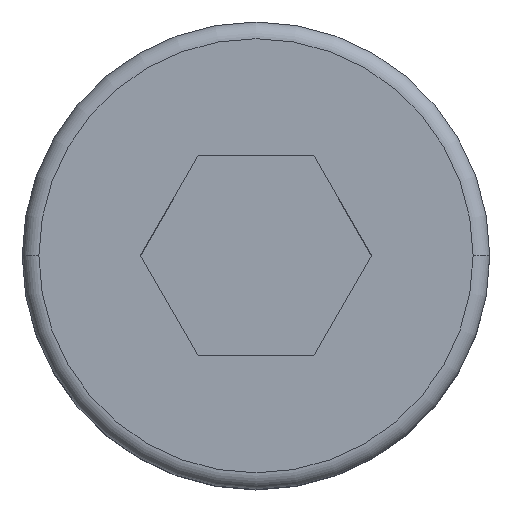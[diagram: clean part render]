
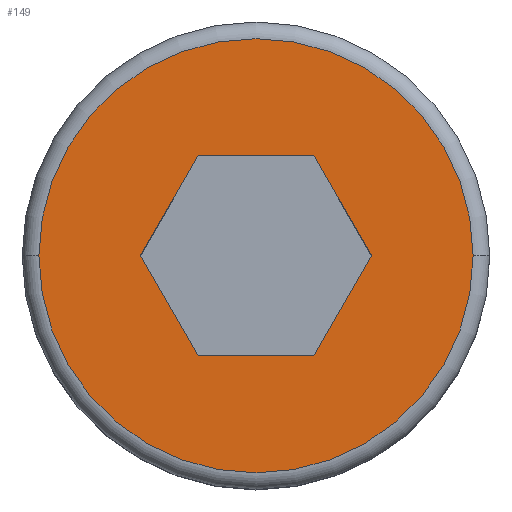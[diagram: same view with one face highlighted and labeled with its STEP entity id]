
A CAD part, top view. The second image highlights one B-rep face of the part: STEP entity #149.
In plain terms, the highlighted planar face has unit normal (0, 0, 1).
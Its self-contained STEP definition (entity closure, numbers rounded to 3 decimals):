
#24 = DIRECTION ( 'NONE',  ( 1., 0., 0. ) ) ;
#25 = FACE_OUTER_BOUND ( 'NONE', #369, .T. ) ;
#42 = DIRECTION ( 'NONE',  ( -0.5, -0.866, 0. ) ) ;
#48 = ORIENTED_EDGE ( 'NONE', *, *, #382, .F. ) ;
#57 = CARTESIAN_POINT ( 'NONE',  ( -0.866, -1.5, 4. ) ) ;
#69 = CIRCLE ( 'NONE', #198, 3.25 ) ;
#91 = CARTESIAN_POINT ( 'NONE',  ( 0.866, 1.5, 4. ) ) ;
#96 = DIRECTION ( 'NONE',  ( 0.5, 0.866, 0. ) ) ;
#106 = EDGE_CURVE ( 'NONE', #341, #374, #507, .T. ) ;
#128 = VERTEX_POINT ( 'NONE', #465 ) ;
#129 = CARTESIAN_POINT ( 'NONE',  ( 1.732, 0., 4. ) ) ;
#131 = ORIENTED_EDGE ( 'NONE', *, *, #106, .F. ) ;
#144 = VERTEX_POINT ( 'NONE', #91 ) ;
#146 = CIRCLE ( 'NONE', #346, 3.25 ) ;
#148 = ORIENTED_EDGE ( 'NONE', *, *, #159, .F. ) ;
#149 = ADVANCED_FACE ( 'NONE', ( #491, #25 ), #167, .T. ) ;
#159 = EDGE_CURVE ( 'NONE', #144, #341, #521, .T. ) ;
#167 = PLANE ( 'NONE',  #572 ) ;
#170 = VERTEX_POINT ( 'NONE', #57 ) ;
#188 = VECTOR ( 'NONE', #96, 1000. ) ;
#189 = EDGE_LOOP ( 'NONE', ( #48, #280, #461, #376, #131, #148 ) ) ;
#190 = LINE ( 'NONE', #203, #298 ) ;
#198 = AXIS2_PLACEMENT_3D ( 'NONE', #399, #490, #24 ) ;
#203 = CARTESIAN_POINT ( 'NONE',  ( -0.866, -1.5, 4. ) ) ;
#227 = VECTOR ( 'NONE', #42, 1000. ) ;
#233 = CARTESIAN_POINT ( 'NONE',  ( 0.866, -1.5, 4. ) ) ;
#240 = LINE ( 'NONE', #383, #188 ) ;
#242 = CARTESIAN_POINT ( 'NONE',  ( 0.866, 1.5, 4. ) ) ;
#247 = VECTOR ( 'NONE', #332, 1000. ) ;
#276 = CARTESIAN_POINT ( 'NONE',  ( 0., 0., 4. ) ) ;
#280 = ORIENTED_EDGE ( 'NONE', *, *, #569, .F. ) ;
#295 = DIRECTION ( 'NONE',  ( 0.5, -0.866, 0. ) ) ;
#296 = EDGE_CURVE ( 'NONE', #374, #170, #344, .T. ) ;
#298 = VECTOR ( 'NONE', #323, 1000. ) ;
#315 = EDGE_CURVE ( 'NONE', #128, #571, #69, .T. ) ;
#323 = DIRECTION ( 'NONE',  ( 1., 0., 0. ) ) ;
#327 = DIRECTION ( 'NONE',  ( 0., 0., 1. ) ) ;
#332 = DIRECTION ( 'NONE',  ( -1., 0., 0. ) ) ;
#335 = CARTESIAN_POINT ( 'NONE',  ( 1.732, 0., 4. ) ) ;
#341 = VERTEX_POINT ( 'NONE', #466 ) ;
#344 = LINE ( 'NONE', #389, #550 ) ;
#346 = AXIS2_PLACEMENT_3D ( 'NONE', #276, #360, #554 ) ;
#360 = DIRECTION ( 'NONE',  ( 0., 0., 1. ) ) ;
#369 = EDGE_LOOP ( 'NONE', ( #391, #512 ) ) ;
#374 = VERTEX_POINT ( 'NONE', #552 ) ;
#376 = ORIENTED_EDGE ( 'NONE', *, *, #296, .F. ) ;
#382 = EDGE_CURVE ( 'NONE', #617, #144, #509, .T. ) ;
#383 = CARTESIAN_POINT ( 'NONE',  ( 0.866, -1.5, 4. ) ) ;
#389 = CARTESIAN_POINT ( 'NONE',  ( -1.732, 0., 4. ) ) ;
#391 = ORIENTED_EDGE ( 'NONE', *, *, #315, .T. ) ;
#399 = CARTESIAN_POINT ( 'NONE',  ( 0., 0., 4. ) ) ;
#426 = VERTEX_POINT ( 'NONE', #233 ) ;
#446 = VECTOR ( 'NONE', #500, 1000. ) ;
#451 = CARTESIAN_POINT ( 'NONE',  ( -0.866, 1.5, 4. ) ) ;
#461 = ORIENTED_EDGE ( 'NONE', *, *, #588, .F. ) ;
#463 = EDGE_CURVE ( 'NONE', #571, #128, #146, .T. ) ;
#465 = CARTESIAN_POINT ( 'NONE',  ( 3.25, 0., 4. ) ) ;
#466 = CARTESIAN_POINT ( 'NONE',  ( -0.866, 1.5, 4. ) ) ;
#490 = DIRECTION ( 'NONE',  ( 0., 0., 1. ) ) ;
#491 = FACE_BOUND ( 'NONE', #189, .T. ) ;
#500 = DIRECTION ( 'NONE',  ( -0.5, 0.866, 0. ) ) ;
#507 = LINE ( 'NONE', #451, #227 ) ;
#509 = LINE ( 'NONE', #129, #446 ) ;
#512 = ORIENTED_EDGE ( 'NONE', *, *, #463, .T. ) ;
#516 = DIRECTION ( 'NONE',  ( 1., 0., 0. ) ) ;
#521 = LINE ( 'NONE', #242, #247 ) ;
#550 = VECTOR ( 'NONE', #295, 1000. ) ;
#552 = CARTESIAN_POINT ( 'NONE',  ( -1.732, 0., 4. ) ) ;
#554 = DIRECTION ( 'NONE',  ( 1., 0., 0. ) ) ;
#569 = EDGE_CURVE ( 'NONE', #426, #617, #240, .T. ) ;
#571 = VERTEX_POINT ( 'NONE', #579 ) ;
#572 = AXIS2_PLACEMENT_3D ( 'NONE', #582, #327, #516 ) ;
#579 = CARTESIAN_POINT ( 'NONE',  ( -3.25, 0., 4. ) ) ;
#582 = CARTESIAN_POINT ( 'NONE',  ( 0., 0., 4. ) ) ;
#588 = EDGE_CURVE ( 'NONE', #170, #426, #190, .T. ) ;
#617 = VERTEX_POINT ( 'NONE', #335 ) ;
